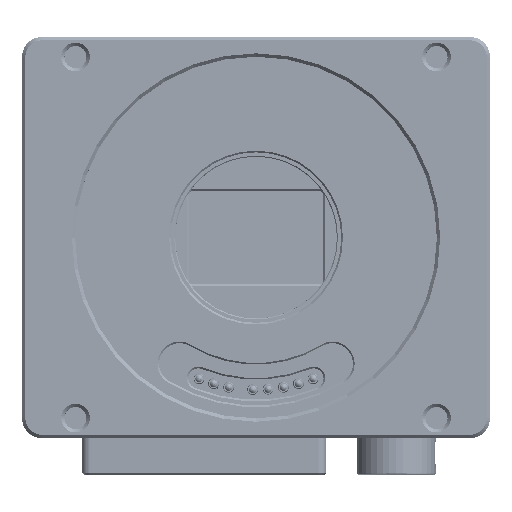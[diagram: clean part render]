
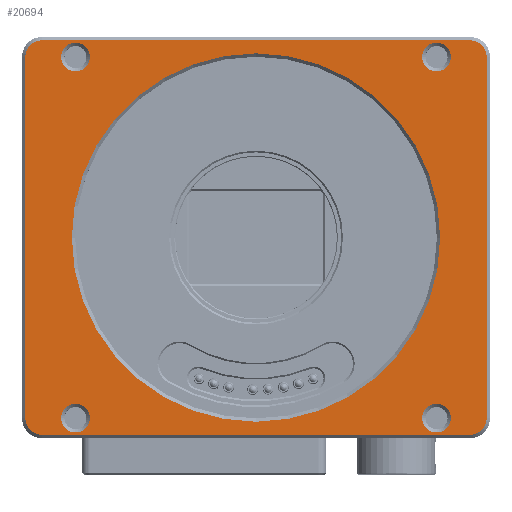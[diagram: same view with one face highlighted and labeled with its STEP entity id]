
A CAD part, top view. The second image highlights one B-rep face of the part: STEP entity #20694.
In plain terms, the highlighted planar face has unit normal (0, 0, 1).
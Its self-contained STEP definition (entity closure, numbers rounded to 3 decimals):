
#9103=FACE_BOUND('',#32911,.T.);
#9104=FACE_BOUND('',#32912,.T.);
#9105=FACE_BOUND('',#32913,.T.);
#9106=FACE_BOUND('',#32914,.T.);
#9107=FACE_BOUND('',#32915,.T.);
#9108=FACE_BOUND('',#32916,.T.);
#15857=CIRCLE('',#90361,2.15);
#15858=CIRCLE('',#90362,2.15);
#15859=CIRCLE('',#90363,2.15);
#15860=CIRCLE('',#90364,2.15);
#15861=CIRCLE('',#90365,2.5);
#15862=CIRCLE('',#90366,2.5);
#15863=CIRCLE('',#90367,2.5);
#15864=CIRCLE('',#90368,2.5);
#15865=CIRCLE('',#90369,27.55);
#20694=ADVANCED_FACE('',(#9103,#9104,#9105,#9106,#9107,#9108),#23959,.F.);
#23959=PLANE('',#90370);
#32911=EDGE_LOOP('',(#50580));
#32912=EDGE_LOOP('',(#50581));
#32913=EDGE_LOOP('',(#50582));
#32914=EDGE_LOOP('',(#50583));
#32915=EDGE_LOOP('',(#50584,#50585,#50586,#50587,#50588,#50589,#50590,#50591));
#32916=EDGE_LOOP('',(#50592));
#50580=ORIENTED_EDGE('',*,*,#71383,.T.);
#50581=ORIENTED_EDGE('',*,*,#71384,.T.);
#50582=ORIENTED_EDGE('',*,*,#71385,.T.);
#50583=ORIENTED_EDGE('',*,*,#71386,.T.);
#50584=ORIENTED_EDGE('',*,*,#71387,.T.);
#50585=ORIENTED_EDGE('',*,*,#71388,.T.);
#50586=ORIENTED_EDGE('',*,*,#71389,.T.);
#50587=ORIENTED_EDGE('',*,*,#71390,.T.);
#50588=ORIENTED_EDGE('',*,*,#71391,.T.);
#50589=ORIENTED_EDGE('',*,*,#71392,.T.);
#50590=ORIENTED_EDGE('',*,*,#71393,.T.);
#50591=ORIENTED_EDGE('',*,*,#71394,.T.);
#50592=ORIENTED_EDGE('',*,*,#71395,.T.);
#61803=VERTEX_POINT('',#143332);
#61804=VERTEX_POINT('',#143334);
#61805=VERTEX_POINT('',#143336);
#61806=VERTEX_POINT('',#143338);
#61807=VERTEX_POINT('',#143340);
#61808=VERTEX_POINT('',#143341);
#61809=VERTEX_POINT('',#143343);
#61810=VERTEX_POINT('',#143345);
#61811=VERTEX_POINT('',#143347);
#61812=VERTEX_POINT('',#143349);
#61813=VERTEX_POINT('',#143351);
#61814=VERTEX_POINT('',#143353);
#61815=VERTEX_POINT('',#143356);
#71383=EDGE_CURVE('',#61803,#61803,#15857,.T.);
#71384=EDGE_CURVE('',#61804,#61804,#15858,.T.);
#71385=EDGE_CURVE('',#61805,#61805,#15859,.T.);
#71386=EDGE_CURVE('',#61806,#61806,#15860,.T.);
#71387=EDGE_CURVE('',#61807,#61808,#78498,.T.);
#71388=EDGE_CURVE('',#61808,#61809,#15861,.T.);
#71389=EDGE_CURVE('',#61809,#61810,#78499,.T.);
#71390=EDGE_CURVE('',#61810,#61811,#15862,.T.);
#71391=EDGE_CURVE('',#61811,#61812,#78500,.T.);
#71392=EDGE_CURVE('',#61812,#61813,#15863,.T.);
#71393=EDGE_CURVE('',#61813,#61814,#78501,.T.);
#71394=EDGE_CURVE('',#61814,#61807,#15864,.T.);
#71395=EDGE_CURVE('',#61815,#61815,#15865,.T.);
#78498=LINE('',#143339,#83751);
#78499=LINE('',#143344,#83752);
#78500=LINE('',#143348,#83753);
#78501=LINE('',#143352,#83754);
#83751=VECTOR('',#108888,1.);
#83752=VECTOR('',#108891,1.);
#83753=VECTOR('',#108894,1.);
#83754=VECTOR('',#108897,1.);
#90361=AXIS2_PLACEMENT_3D('',#143331,#108880,#108881);
#90362=AXIS2_PLACEMENT_3D('',#143333,#108882,#108883);
#90363=AXIS2_PLACEMENT_3D('',#143335,#108884,#108885);
#90364=AXIS2_PLACEMENT_3D('',#143337,#108886,#108887);
#90365=AXIS2_PLACEMENT_3D('',#143342,#108889,#108890);
#90366=AXIS2_PLACEMENT_3D('',#143346,#108892,#108893);
#90367=AXIS2_PLACEMENT_3D('',#143350,#108895,#108896);
#90368=AXIS2_PLACEMENT_3D('',#143354,#108898,#108899);
#90369=AXIS2_PLACEMENT_3D('',#143355,#108900,#108901);
#90370=AXIS2_PLACEMENT_3D('',#143357,#108902,#108903);
#108880=DIRECTION('',(0.,0.,-1.));
#108881=DIRECTION('',(-1.,0.,0.));
#108882=DIRECTION('',(0.,0.,-1.));
#108883=DIRECTION('',(-1.,0.,0.));
#108884=DIRECTION('',(0.,0.,-1.));
#108885=DIRECTION('',(-1.,0.,0.));
#108886=DIRECTION('',(0.,0.,-1.));
#108887=DIRECTION('',(-1.,0.,0.));
#108888=DIRECTION('',(0.,-1.,0.));
#108889=DIRECTION('',(0.,0.,1.));
#108890=DIRECTION('',(-1.,0.,0.));
#108891=DIRECTION('',(1.,0.,0.));
#108892=DIRECTION('',(0.,0.,1.));
#108893=DIRECTION('',(-1.,0.,0.));
#108894=DIRECTION('',(0.,1.,0.));
#108895=DIRECTION('',(0.,0.,1.));
#108896=DIRECTION('',(-1.,0.,0.));
#108897=DIRECTION('',(-1.,0.,0.));
#108898=DIRECTION('',(0.,0.,1.));
#108899=DIRECTION('',(-1.,0.,0.));
#108900=DIRECTION('',(0.,0.,-1.));
#108901=DIRECTION('',(-1.,0.,0.));
#108902=DIRECTION('',(0.,0.,-1.));
#108903=DIRECTION('',(-1.,0.,0.));
#143331=CARTESIAN_POINT('',(-27.,27.,19.2));
#143332=CARTESIAN_POINT('',(-29.15,27.,19.2));
#143333=CARTESIAN_POINT('',(27.,27.,19.2));
#143334=CARTESIAN_POINT('',(24.85,27.,19.2));
#143335=CARTESIAN_POINT('',(27.,-27.,19.2));
#143336=CARTESIAN_POINT('',(24.85,-27.,19.2));
#143337=CARTESIAN_POINT('',(-27.,-27.,19.2));
#143338=CARTESIAN_POINT('',(-29.15,-27.,19.2));
#143339=CARTESIAN_POINT('',(-34.5,-27.,19.2));
#143340=CARTESIAN_POINT('',(-34.5,27.,19.2));
#143341=CARTESIAN_POINT('',(-34.5,-27.,19.2));
#143342=CARTESIAN_POINT('',(-32.,-27.,19.2));
#143343=CARTESIAN_POINT('',(-32.,-29.5,19.2));
#143344=CARTESIAN_POINT('',(32.,-29.5,19.2));
#143345=CARTESIAN_POINT('',(32.,-29.5,19.2));
#143346=CARTESIAN_POINT('',(32.,-27.,19.2));
#143347=CARTESIAN_POINT('',(34.5,-27.,19.2));
#143348=CARTESIAN_POINT('',(34.5,27.,19.2));
#143349=CARTESIAN_POINT('',(34.5,27.,19.2));
#143350=CARTESIAN_POINT('',(32.,27.,19.2));
#143351=CARTESIAN_POINT('',(32.,29.5,19.2));
#143352=CARTESIAN_POINT('',(-32.,29.5,19.2));
#143353=CARTESIAN_POINT('',(-32.,29.5,19.2));
#143354=CARTESIAN_POINT('',(-32.,27.,19.2));
#143355=CARTESIAN_POINT('',(0.,0.,19.2));
#143356=CARTESIAN_POINT('',(-27.55,0.,19.2));
#143357=CARTESIAN_POINT('',(0.,0.,19.2));
